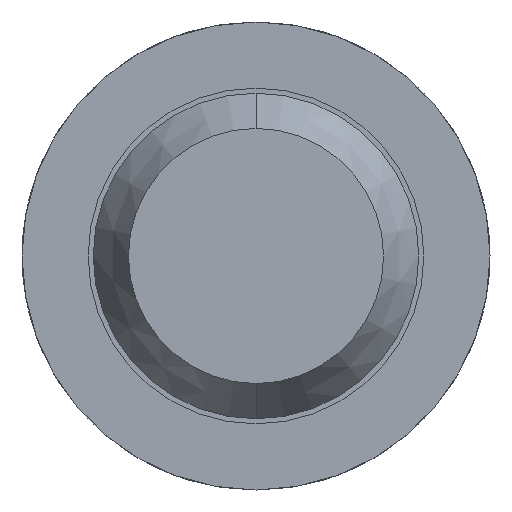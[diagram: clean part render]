
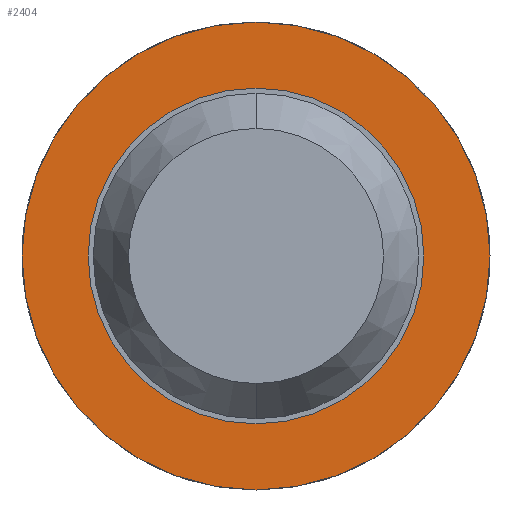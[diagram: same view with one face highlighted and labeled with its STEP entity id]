
A CAD part, front view. The second image highlights one B-rep face of the part: STEP entity #2404.
In plain terms, the highlighted planar face has unit normal (0, -1, 0).
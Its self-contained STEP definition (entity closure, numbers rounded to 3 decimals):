
#22 = CARTESIAN_POINT ( 'NONE',  ( 0., -1.7, 1.15 ) ) ;
#266 = AXIS2_PLACEMENT_3D ( 'NONE', #813, #3043, #269 ) ;
#269 = DIRECTION ( 'NONE',  ( 0., 0., 1. ) ) ;
#279 = PLANE ( 'NONE',  #3277 ) ;
#335 = DIRECTION ( 'NONE',  ( 0., 0., 1. ) ) ;
#432 = ORIENTED_EDGE ( 'NONE', *, *, #2448, .F. ) ;
#536 = CARTESIAN_POINT ( 'NONE',  ( 0.825, -1.7, 0. ) ) ;
#563 = VERTEX_POINT ( 'NONE', #1359 ) ;
#646 = DIRECTION ( 'NONE',  ( 0., 1., 0. ) ) ;
#690 = VERTEX_POINT ( 'NONE', #22 ) ;
#743 = DIRECTION ( 'NONE',  ( 0., 1., 0. ) ) ;
#777 = AXIS2_PLACEMENT_3D ( 'NONE', #1542, #743, #1556 ) ;
#813 = CARTESIAN_POINT ( 'NONE',  ( 0., -1.7, 0. ) ) ;
#879 = CARTESIAN_POINT ( 'NONE',  ( 0., -1.7, 0. ) ) ;
#897 = CARTESIAN_POINT ( 'NONE',  ( 0., -1.7, 0. ) ) ;
#1185 = DIRECTION ( 'NONE',  ( 0., 0., 1. ) ) ;
#1215 = AXIS2_PLACEMENT_3D ( 'NONE', #897, #646, #1185 ) ;
#1231 = AXIS2_PLACEMENT_3D ( 'NONE', #879, #2003, #335 ) ;
#1278 = FACE_OUTER_BOUND ( 'NONE', #2875, .T. ) ;
#1359 = CARTESIAN_POINT ( 'NONE',  ( 0., -1.7, -1.15 ) ) ;
#1389 = ORIENTED_EDGE ( 'NONE', *, *, #2084, .F. ) ;
#1430 = VERTEX_POINT ( 'NONE', #3158 ) ;
#1496 = CIRCLE ( 'NONE', #1231, 0.825 ) ;
#1542 = CARTESIAN_POINT ( 'NONE',  ( 0., -1.7, 0. ) ) ;
#1556 = DIRECTION ( 'NONE',  ( 0., 0., 1. ) ) ;
#1663 = DIRECTION ( 'NONE',  ( 0., 0., 1. ) ) ;
#1944 = EDGE_CURVE ( 'Defeature ausgef�hrt1_7+Defeature ausgef�hrt1_6+Defeature ausgef�hrt1_6+Defeature ausgef�hrt1_6', #3600, #1430, #1496, .T. ) ;
#1971 = CARTESIAN_POINT ( 'NONE',  ( 0., -1.7, -0.825 ) ) ;
#2003 = DIRECTION ( 'NONE',  ( 0., 1., 0. ) ) ;
#2084 = EDGE_CURVE ( 'Defeature ausgef�hrt1_0+Defeature ausgef�hrt1_7+Defeature ausgef�hrt1_7+Defeature ausgef�hrt1_7', #690, #563, #2325, .T. ) ;
#2108 = CIRCLE ( 'NONE', #266, 0.825 ) ;
#2279 = ORIENTED_EDGE ( 'NONE', *, *, #1944, .T. ) ;
#2282 = FACE_BOUND ( 'NONE', #2526, .T. ) ;
#2325 = CIRCLE ( 'NONE', #777, 1.15 ) ;
#2404 = ADVANCED_FACE ( 'Defeature ausgef�hrt1_7', ( #1278, #2282 ), #279, .F. ) ;
#2443 = EDGE_CURVE ( 'Defeature ausgef�hrt1_7+Defeature ausgef�hrt1_6+Defeature ausgef�hrt1_6+Defeature ausgef�hrt1_6', #1430, #3600, #2108, .T. ) ;
#2448 = EDGE_CURVE ( 'Defeature ausgef�hrt1_0+Defeature ausgef�hrt1_7+Defeature ausgef�hrt1_7+Defeature ausgef�hrt1_7', #563, #690, #2786, .T. ) ;
#2526 = EDGE_LOOP ( 'NONE', ( #2679, #2279 ) ) ;
#2679 = ORIENTED_EDGE ( 'NONE', *, *, #2443, .T. ) ;
#2786 = CIRCLE ( 'NONE', #1215, 1.15 ) ;
#2875 = EDGE_LOOP ( 'NONE', ( #1389, #432 ) ) ;
#3043 = DIRECTION ( 'NONE',  ( 0., 1., 0. ) ) ;
#3158 = CARTESIAN_POINT ( 'NONE',  ( 0., -1.7, 0.825 ) ) ;
#3277 = AXIS2_PLACEMENT_3D ( 'NONE', #536, #3369, #1663 ) ;
#3369 = DIRECTION ( 'NONE',  ( 0., 1., 0. ) ) ;
#3600 = VERTEX_POINT ( 'NONE', #1971 ) ;
